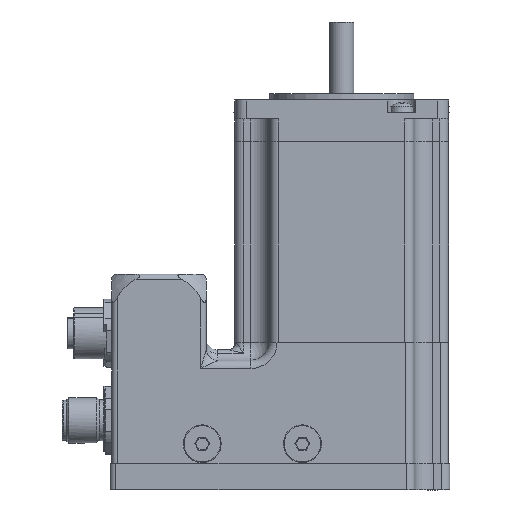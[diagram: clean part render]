
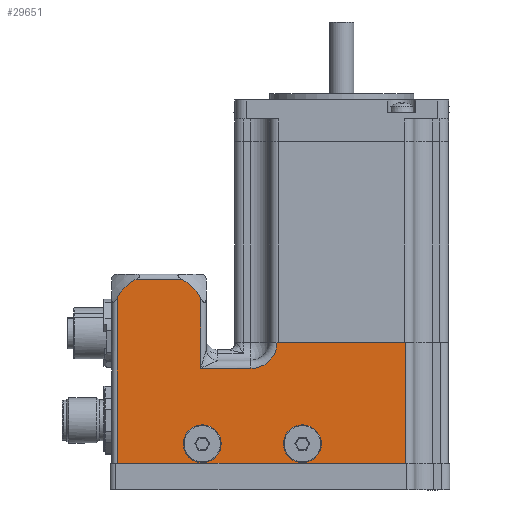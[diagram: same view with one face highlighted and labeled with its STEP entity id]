
A CAD part, left-side view. The second image highlights one B-rep face of the part: STEP entity #29651.
In plain terms, the highlighted planar face has unit normal (-1, 0, 0).
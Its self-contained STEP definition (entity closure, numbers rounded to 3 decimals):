
#646=FACE_BOUND('',#3301,.T.);
#647=FACE_BOUND('',#3302,.T.);
#1669=FACE_OUTER_BOUND('',#3300,.T.);
#3300=EDGE_LOOP('',(#20460,#20461,#20462,#20463,#20464,#20465,#20466,#20467,
#20468,#20469));
#3301=EDGE_LOOP('',(#20470,#20471));
#3302=EDGE_LOOP('',(#20472,#20473));
#4919=CIRCLE('',#31436,2.459);
#4920=CIRCLE('',#31437,2.459);
#4922=CIRCLE('',#31440,2.459);
#4923=CIRCLE('',#31441,2.459);
#5088=CIRCLE('',#31722,12.);
#5094=CIRCLE('',#31735,12.);
#5113=CIRCLE('',#31773,6.917);
#6715=LINE('',#45233,#9082);
#6717=LINE('',#45256,#9084);
#6806=LINE('',#45718,#9173);
#6816=LINE('',#45837,#9183);
#6818=LINE('',#45841,#9185);
#6837=LINE('',#45904,#9204);
#6838=LINE('',#45906,#9205);
#9082=VECTOR('',#35985,13.3);
#9084=VECTOR('',#35991,18.726);
#9173=VECTOR('',#36366,12.619);
#9183=VECTOR('',#36408,76.1);
#9185=VECTOR('',#36414,43.809);
#9204=VECTOR('',#36477,32.);
#9205=VECTOR('',#36478,33.883);
#11498=VERTEX_POINT('',#44626);
#11499=VERTEX_POINT('',#44627);
#11501=VERTEX_POINT('',#44634);
#11502=VERTEX_POINT('',#44635);
#11631=VERTEX_POINT('',#45015);
#11660=VERTEX_POINT('',#45232);
#11662=VERTEX_POINT('',#45238);
#11755=VERTEX_POINT('',#45600);
#11763=VERTEX_POINT('',#45698);
#11766=VERTEX_POINT('',#45742);
#11781=VERTEX_POINT('',#45834);
#11782=VERTEX_POINT('',#45836);
#11804=VERTEX_POINT('',#45903);
#11805=VERTEX_POINT('',#45905);
#14636=EDGE_CURVE('',#11498,#11499,#4919,.T.);
#14637=EDGE_CURVE('',#11499,#11498,#4920,.T.);
#14640=EDGE_CURVE('',#11501,#11502,#4922,.T.);
#14641=EDGE_CURVE('',#11502,#11501,#4923,.T.);
#14851=EDGE_CURVE('',#11631,#11660,#6715,.T.);
#14855=EDGE_CURVE('',#11662,#11631,#6717,.T.);
#15007=EDGE_CURVE('',#11755,#11662,#5088,.T.);
#15021=EDGE_CURVE('',#11763,#11755,#6806,.T.);
#15025=EDGE_CURVE('',#11766,#11763,#5094,.T.);
#15045=EDGE_CURVE('',#11781,#11782,#6816,.T.);
#15048=EDGE_CURVE('',#11782,#11766,#6818,.T.);
#15076=EDGE_CURVE('',#11804,#11781,#6837,.T.);
#15077=EDGE_CURVE('',#11805,#11804,#6838,.T.);
#15078=EDGE_CURVE('',#11660,#11805,#5113,.T.);
#20460=ORIENTED_EDGE('',*,*,#14855,.F.);
#20461=ORIENTED_EDGE('',*,*,#15007,.F.);
#20462=ORIENTED_EDGE('',*,*,#15021,.F.);
#20463=ORIENTED_EDGE('',*,*,#15025,.F.);
#20464=ORIENTED_EDGE('',*,*,#15048,.F.);
#20465=ORIENTED_EDGE('',*,*,#15045,.F.);
#20466=ORIENTED_EDGE('',*,*,#15076,.F.);
#20467=ORIENTED_EDGE('',*,*,#15077,.F.);
#20468=ORIENTED_EDGE('',*,*,#15078,.F.);
#20469=ORIENTED_EDGE('',*,*,#14851,.F.);
#20470=ORIENTED_EDGE('',*,*,#14636,.T.);
#20471=ORIENTED_EDGE('',*,*,#14637,.T.);
#20472=ORIENTED_EDGE('',*,*,#14640,.T.);
#20473=ORIENTED_EDGE('',*,*,#14641,.T.);
#27011=PLANE('',#31772);
#29651=ADVANCED_FACE('',(#1669,#646,#647),#27011,.T.);
#31436=AXIS2_PLACEMENT_3D('',#44628,#35577,#35578);
#31437=AXIS2_PLACEMENT_3D('',#44629,#35579,#35580);
#31440=AXIS2_PLACEMENT_3D('',#44636,#35586,#35587);
#31441=AXIS2_PLACEMENT_3D('',#44637,#35588,#35589);
#31722=AXIS2_PLACEMENT_3D('',#45620,#36339,#36340);
#31735=AXIS2_PLACEMENT_3D('',#45760,#36371,#36372);
#31772=AXIS2_PLACEMENT_3D('',#45902,#36475,#36476);
#31773=AXIS2_PLACEMENT_3D('',#45907,#36479,#36480);
#35577=DIRECTION('center_axis',(1.,0.,0.));
#35578=DIRECTION('ref_axis',(0.,1.,0.));
#35579=DIRECTION('center_axis',(1.,0.,0.));
#35580=DIRECTION('ref_axis',(0.,1.,0.));
#35586=DIRECTION('center_axis',(1.,0.,0.));
#35587=DIRECTION('ref_axis',(0.,1.,0.));
#35588=DIRECTION('center_axis',(1.,0.,0.));
#35589=DIRECTION('ref_axis',(0.,1.,0.));
#35985=DIRECTION('',(0.,-1.,0.));
#35991=DIRECTION('',(0.,0.,-1.));
#36339=DIRECTION('center_axis',(1.,0.,0.));
#36340=DIRECTION('ref_axis',(0.,1.,0.));
#36366=DIRECTION('',(0.,-1.,0.));
#36371=DIRECTION('center_axis',(1.,0.,0.));
#36372=DIRECTION('ref_axis',(0.,1.,0.));
#36408=DIRECTION('',(0.,1.,0.));
#36414=DIRECTION('',(0.,0.,1.));
#36475=DIRECTION('center_axis',(-1.,0.,0.));
#36476=DIRECTION('ref_axis',(0.,1.,0.));
#36477=DIRECTION('',(0.,0.,-1.));
#36478=DIRECTION('',(0.,-1.,0.));
#36479=DIRECTION('center_axis',(-1.,0.,0.));
#36480=DIRECTION('ref_axis',(0.,-0.707,-0.707));
#44626=CARTESIAN_POINT('',(-28.2,12.859,-86.1));
#44627=CARTESIAN_POINT('',(-28.2,7.941,-86.1));
#44628=CARTESIAN_POINT('Origin',(-28.2,10.4,-86.1));
#44629=CARTESIAN_POINT('Origin',(-28.2,10.4,-86.1));
#44634=CARTESIAN_POINT('',(-28.2,39.309,-86.1));
#44635=CARTESIAN_POINT('',(-28.2,34.392,-86.1));
#44636=CARTESIAN_POINT('Origin',(-28.2,36.85,-86.1));
#44637=CARTESIAN_POINT('Origin',(-28.2,36.85,-86.1));
#45015=CARTESIAN_POINT('',(-28.2,37.3,-66.217));
#45232=CARTESIAN_POINT('',(-28.2,24.,-66.217));
#45233=CARTESIAN_POINT('',(-28.2,37.3,-66.217));
#45238=CARTESIAN_POINT('',(-28.2,37.3,-47.491));
#45256=CARTESIAN_POINT('',(-28.2,37.3,-47.491));
#45600=CARTESIAN_POINT('',(-28.2,41.991,-42.8));
#45620=CARTESIAN_POINT('Origin',(-28.2,47.8,-53.3));
#45698=CARTESIAN_POINT('',(-28.2,54.609,-42.8));
#45718=CARTESIAN_POINT('',(-28.2,54.609,-42.8));
#45742=CARTESIAN_POINT('',(-28.2,59.3,-47.491));
#45760=CARTESIAN_POINT('Origin',(-28.2,48.8,-53.3));
#45834=CARTESIAN_POINT('',(-28.2,-16.8,-91.3));
#45836=CARTESIAN_POINT('',(-28.2,59.3,-91.3));
#45837=CARTESIAN_POINT('',(-28.2,-16.8,-91.3));
#45841=CARTESIAN_POINT('',(-28.2,59.3,-91.3));
#45902=CARTESIAN_POINT('Origin',(-28.2,-19.,-59.3));
#45903=CARTESIAN_POINT('',(-28.2,-16.8,-59.3));
#45904=CARTESIAN_POINT('',(-28.2,-16.8,-59.3));
#45905=CARTESIAN_POINT('',(-28.2,17.083,-59.3));
#45906=CARTESIAN_POINT('',(-28.2,17.083,-59.3));
#45907=CARTESIAN_POINT('Origin',(-28.2,24.,-59.3));
